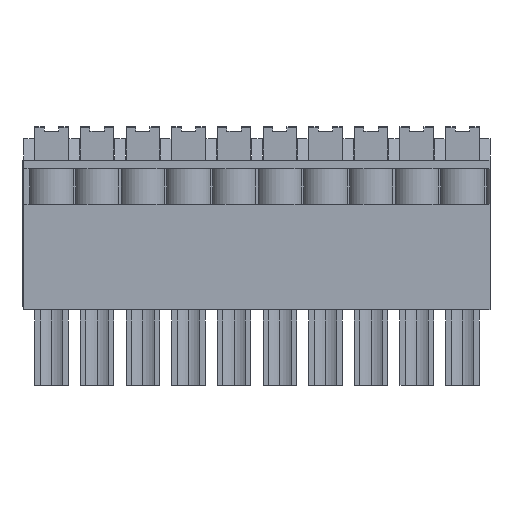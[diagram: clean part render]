
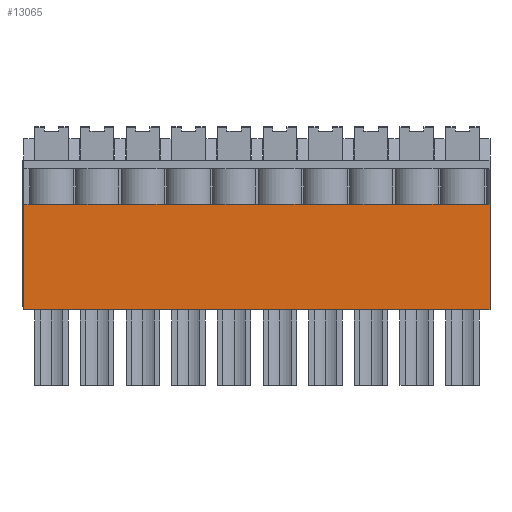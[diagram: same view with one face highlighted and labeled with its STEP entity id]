
A CAD part, front view. The second image highlights one B-rep face of the part: STEP entity #13065.
In plain terms, the highlighted planar face has unit normal (0, -1, 0).
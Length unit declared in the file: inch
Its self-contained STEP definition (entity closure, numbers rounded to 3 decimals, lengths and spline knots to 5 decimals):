
#2964 = ORIENTED_EDGE ( 'NONE', *, *, #45916, .F. ) ;
#4059 = VECTOR ( 'NONE', #46049, 39.37008 ) ;
#4770 = LINE ( 'NONE', #46186, #4059 ) ;
#4811 = ORIENTED_EDGE ( 'NONE', *, *, #44756, .F. ) ;
#6536 = VECTOR ( 'NONE', #48170, 39.37008 ) ;
#7223 = CARTESIAN_POINT ( 'NONE',  ( 2.7311, 0., 0.34646 ) ) ;
#7323 = LINE ( 'NONE', #49627, #6536 ) ;
#7450 = DIRECTION ( 'NONE',  ( 1., 0., 0. ) ) ;
#7551 = CARTESIAN_POINT ( 'NONE',  ( 2.7311, 0., 0.34646 ) ) ;
#8007 = CARTESIAN_POINT ( 'NONE',  ( 0.24055, 0., 0.34646 ) ) ;
#8706 = VERTEX_POINT ( 'NONE', #21365 ) ;
#9317 = ORIENTED_EDGE ( 'NONE', *, *, #45229, .F. ) ;
#13065 = ADVANCED_FACE ( 'NONE', ( #64980 ), #51312, .T. ) ;
#14142 = CARTESIAN_POINT ( 'NONE',  ( 0.69055, 0., 0.34646 ) ) ;
#14736 = DIRECTION ( 'NONE',  ( 1., 0., 0. ) ) ;
#15550 = VECTOR ( 'NONE', #43435, 39.37008 ) ;
#19269 = CARTESIAN_POINT ( 'NONE',  ( 1.14055, 0., 0.34646 ) ) ;
#19506 = VECTOR ( 'NONE', #52950, 39.37008 ) ;
#19573 = VECTOR ( 'NONE', #52960, 39.37008 ) ;
#19641 = LINE ( 'NONE', #52882, #19506 ) ;
#19905 = CARTESIAN_POINT ( 'NONE',  ( 2.7311, 0., 0.34646 ) ) ;
#20062 = VERTEX_POINT ( 'NONE', #43768 ) ;
#20338 = LINE ( 'NONE', #52869, #19573 ) ;
#21241 = CARTESIAN_POINT ( 'NONE',  ( 1.5311, 0., 0. ) ) ;
#21365 = CARTESIAN_POINT ( 'NONE',  ( 0.99055, 0., 0.34646 ) ) ;
#22246 = CARTESIAN_POINT ( 'NONE',  ( 0., 0., 0. ) ) ;
#22713 = ORIENTED_EDGE ( 'NONE', *, *, #45528, .F. ) ;
#22941 = VERTEX_POINT ( 'NONE', #19269 ) ;
#25203 = ORIENTED_EDGE ( 'NONE', *, *, #46114, .T. ) ;
#26267 = LINE ( 'NONE', #44016, #15550 ) ;
#27163 = ORIENTED_EDGE ( 'NONE', *, *, #45744, .F. ) ;
#27482 = ORIENTED_EDGE ( 'NONE', *, *, #45146, .F. ) ;
#27772 = ORIENTED_EDGE ( 'NONE', *, *, #46024, .F. ) ;
#30579 = CARTESIAN_POINT ( 'NONE',  ( 0.54055, 0., 0.34646 ) ) ;
#32419 = ORIENTED_EDGE ( 'NONE', *, *, #45237, .F. ) ;
#33222 = ORIENTED_EDGE ( 'NONE', *, *, #51375, .F. ) ;
#34613 = ORIENTED_EDGE ( 'NONE', *, *, #45733, .F. ) ;
#34872 = VECTOR ( 'NONE', #14736, 39.37008 ) ;
#35072 = LINE ( 'NONE', #59298, #34872 ) ;
#35378 = VERTEX_POINT ( 'NONE', #39624 ) ;
#36849 = CARTESIAN_POINT ( 'NONE',  ( 0.84055, 0., 0.34646 ) ) ;
#37072 = ORIENTED_EDGE ( 'NONE', *, *, #45411, .F. ) ;
#37112 = EDGE_LOOP ( 'NONE', ( #4811, #27482, #44165, #9317, #32419, #60448, #37072, #22713, #34613, #27163, #2964, #27772, #25203, #33222 ) ) ;
#38518 = VERTEX_POINT ( 'NONE', #42977 ) ;
#38792 = VERTEX_POINT ( 'NONE', #36849 ) ;
#39624 = CARTESIAN_POINT ( 'NONE',  ( 1.5311, 0., 0.34646 ) ) ;
#40361 = VERTEX_POINT ( 'NONE', #56003 ) ;
#40508 = VECTOR ( 'NONE', #60435, 39.37008 ) ;
#41339 = LINE ( 'NONE', #60622, #40508 ) ;
#42977 = CARTESIAN_POINT ( 'NONE',  ( 1.44055, 0., 0.34646 ) ) ;
#43009 = VERTEX_POINT ( 'NONE', #63221 ) ;
#43435 = DIRECTION ( 'NONE',  ( 0., 0., -1. ) ) ;
#43564 = DIRECTION ( 'NONE',  ( 0., 0., -1. ) ) ;
#43768 = CARTESIAN_POINT ( 'NONE',  ( 0.39055, 0., 0.34646 ) ) ;
#43983 = VERTEX_POINT ( 'NONE', #22246 ) ;
#44016 = CARTESIAN_POINT ( 'NONE',  ( 1.5311, 0., 0.60236 ) ) ;
#44165 = ORIENTED_EDGE ( 'NONE', *, *, #45216, .F. ) ;
#44231 = CARTESIAN_POINT ( 'NONE',  ( 0., 0., 3.19601 ) ) ;
#44756 = EDGE_CURVE ( 'NONE', #35378, #56363, #26267, .T. ) ;
#45146 = EDGE_CURVE ( 'NONE', #38518, #35378, #57477, .T. ) ;
#45159 = CARTESIAN_POINT ( 'NONE',  ( 0.09055, 0., 0.34646 ) ) ;
#45216 = EDGE_CURVE ( 'NONE', #43009, #38518, #57593, .T. ) ;
#45229 = EDGE_CURVE ( 'NONE', #22941, #43009, #53566, .T. ) ;
#45237 = EDGE_CURVE ( 'NONE', #8706, #22941, #53141, .T. ) ;
#45339 = EDGE_CURVE ( 'NONE', #38792, #8706, #46743, .T. ) ;
#45411 = EDGE_CURVE ( 'NONE', #56518, #38792, #41339, .T. ) ;
#45528 = EDGE_CURVE ( 'NONE', #55995, #56518, #35072, .T. ) ;
#45733 = EDGE_CURVE ( 'NONE', #20062, #55995, #20338, .T. ) ;
#45744 = EDGE_CURVE ( 'NONE', #50592, #20062, #19641, .T. ) ;
#45916 = EDGE_CURVE ( 'NONE', #49030, #50592, #7323, .T. ) ;
#46017 = VECTOR ( 'NONE', #62301, 39.37008 ) ;
#46024 = EDGE_CURVE ( 'NONE', #40361, #49030, #4770, .T. ) ;
#46049 = DIRECTION ( 'NONE',  ( 1., 0., 0. ) ) ;
#46114 = EDGE_CURVE ( 'NONE', #40361, #43983, #64787, .T. ) ;
#46186 = CARTESIAN_POINT ( 'NONE',  ( 2.7311, 0., 0.34646 ) ) ;
#46743 = LINE ( 'NONE', #62525, #46017 ) ;
#47069 = AXIS2_PLACEMENT_3D ( 'NONE', #50821, #50755, #50701 ) ;
#48170 = DIRECTION ( 'NONE',  ( 1., 0., 0. ) ) ;
#48487 = DIRECTION ( 'NONE',  ( -1., 0., 0. ) ) ;
#49030 = VERTEX_POINT ( 'NONE', #45159 ) ;
#49627 = CARTESIAN_POINT ( 'NONE',  ( 2.7311, 0., 0.34646 ) ) ;
#49864 = VECTOR ( 'NONE', #48487, 39.37008 ) ;
#49912 = LINE ( 'NONE', #60460, #49864 ) ;
#50592 = VERTEX_POINT ( 'NONE', #8007 ) ;
#50701 = DIRECTION ( 'NONE',  ( 0., 0., -1. ) ) ;
#50755 = DIRECTION ( 'NONE',  ( 0., -1., 0. ) ) ;
#50821 = CARTESIAN_POINT ( 'NONE',  ( 2.7311, 0., 3.19601 ) ) ;
#51312 = PLANE ( 'NONE',  #47069 ) ;
#51375 = EDGE_CURVE ( 'NONE', #56363, #43983, #49912, .T. ) ;
#52279 = VECTOR ( 'NONE', #64810, 39.37008 ) ;
#52869 = CARTESIAN_POINT ( 'NONE',  ( 2.7311, 0., 0.34646 ) ) ;
#52882 = CARTESIAN_POINT ( 'NONE',  ( 2.7311, 0., 0.34646 ) ) ;
#52950 = DIRECTION ( 'NONE',  ( 1., 0., 0. ) ) ;
#52960 = DIRECTION ( 'NONE',  ( 1., 0., 0. ) ) ;
#53015 = VECTOR ( 'NONE', #7450, 39.37008 ) ;
#53141 = LINE ( 'NONE', #19905, #52279 ) ;
#53566 = LINE ( 'NONE', #7551, #53015 ) ;
#55995 = VERTEX_POINT ( 'NONE', #30579 ) ;
#56003 = CARTESIAN_POINT ( 'NONE',  ( 0., 0., 0.34646 ) ) ;
#56045 = VECTOR ( 'NONE', #64902, 39.37008 ) ;
#56363 = VERTEX_POINT ( 'NONE', #21241 ) ;
#56518 = VERTEX_POINT ( 'NONE', #14142 ) ;
#56725 = VECTOR ( 'NONE', #65845, 39.37008 ) ;
#57477 = LINE ( 'NONE', #7223, #56725 ) ;
#57593 = LINE ( 'NONE', #65147, #56045 ) ;
#59298 = CARTESIAN_POINT ( 'NONE',  ( 2.7311, 0., 0.34646 ) ) ;
#60435 = DIRECTION ( 'NONE',  ( 1., 0., 0. ) ) ;
#60448 = ORIENTED_EDGE ( 'NONE', *, *, #45339, .F. ) ;
#60460 = CARTESIAN_POINT ( 'NONE',  ( 2.7311, 0., 0. ) ) ;
#60622 = CARTESIAN_POINT ( 'NONE',  ( 2.7311, 0., 0.34646 ) ) ;
#62301 = DIRECTION ( 'NONE',  ( 1., 0., 0. ) ) ;
#62525 = CARTESIAN_POINT ( 'NONE',  ( 2.7311, 0., 0.34646 ) ) ;
#63221 = CARTESIAN_POINT ( 'NONE',  ( 1.29055, 0., 0.34646 ) ) ;
#64599 = VECTOR ( 'NONE', #43564, 39.37008 ) ;
#64787 = LINE ( 'NONE', #44231, #64599 ) ;
#64810 = DIRECTION ( 'NONE',  ( 1., 0., 0. ) ) ;
#64902 = DIRECTION ( 'NONE',  ( 1., 0., 0. ) ) ;
#64980 = FACE_OUTER_BOUND ( 'NONE', #37112, .T. ) ;
#65147 = CARTESIAN_POINT ( 'NONE',  ( 2.7311, 0., 0.34646 ) ) ;
#65845 = DIRECTION ( 'NONE',  ( 1., 0., 0. ) ) ;
